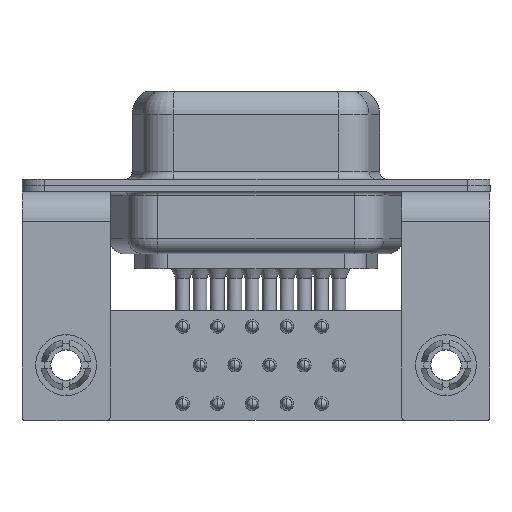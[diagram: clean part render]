
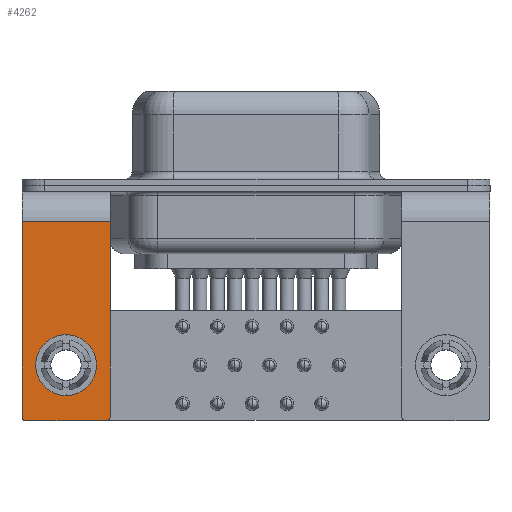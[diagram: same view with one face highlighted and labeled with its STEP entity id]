
A CAD part, front view. The second image highlights one B-rep face of the part: STEP entity #4262.
In plain terms, the highlighted planar face has unit normal (0, -1, 0).
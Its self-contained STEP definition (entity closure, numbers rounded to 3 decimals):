
#80 = ORIENTED_EDGE ( 'NONE', *, *, #6677, .T. ) ;
#477 = CARTESIAN_POINT ( 'NONE',  ( 2.65, -6.25, -15.25 ) ) ;
#1481 = VECTOR ( 'NONE', #6825, 1000. ) ;
#1618 = CARTESIAN_POINT ( 'NONE',  ( 0., -6.25, -13.83 ) ) ;
#2278 = DIRECTION ( 'NONE',  ( 0., 0., 1. ) ) ;
#2279 = VECTOR ( 'NONE', #5117, 1000. ) ;
#2876 = ORIENTED_EDGE ( 'NONE', *, *, #10644, .T. ) ;
#3071 = AXIS2_PLACEMENT_3D ( 'NONE', #6975, #19596, #8801 ) ;
#3114 = CARTESIAN_POINT ( 'NONE',  ( 0., -6.25, -11.83 ) ) ;
#3923 = VERTEX_POINT ( 'NONE', #12141 ) ;
#4262 = ADVANCED_FACE ( 'NONE', ( #15630, #10263 ), #22751, .F. ) ;
#4496 = CARTESIAN_POINT ( 'NONE',  ( 0., -6.25, -9.83 ) ) ;
#4927 = DIRECTION ( 'NONE',  ( 0., 0., 1. ) ) ;
#5117 = DIRECTION ( 'NONE',  ( 0., 0., -1. ) ) ;
#5509 = VECTOR ( 'NONE', #18015, 1000. ) ;
#5608 = VECTOR ( 'NONE', #13188, 1000. ) ;
#5709 = VERTEX_POINT ( 'NONE', #6622 ) ;
#6239 = VERTEX_POINT ( 'NONE', #4496 ) ;
#6622 = CARTESIAN_POINT ( 'NONE',  ( -2.65, -6.25, -15.5 ) ) ;
#6677 = EDGE_CURVE ( 'NONE', #19294, #15668, #20000, .T. ) ;
#6803 = LINE ( 'NONE', #6920, #1481 ) ;
#6825 = DIRECTION ( 'NONE',  ( -1., 0., 0. ) ) ;
#6844 = CARTESIAN_POINT ( 'NONE',  ( 0., -6.25, -11.83 ) ) ;
#6920 = CARTESIAN_POINT ( 'NONE',  ( 2.9, -6.25, -15.5 ) ) ;
#6975 = CARTESIAN_POINT ( 'NONE',  ( -2.65, -6.25, -15.25 ) ) ;
#7063 = LINE ( 'NONE', #21268, #2279 ) ;
#7505 = ORIENTED_EDGE ( 'NONE', *, *, #11062, .T. ) ;
#7864 = VERTEX_POINT ( 'NONE', #1618 ) ;
#8053 = CARTESIAN_POINT ( 'NONE',  ( 2.9, -6.25, -15.25 ) ) ;
#8137 = VERTEX_POINT ( 'NONE', #8053 ) ;
#8687 = DIRECTION ( 'NONE',  ( 0., 0., 1. ) ) ;
#8801 = DIRECTION ( 'NONE',  ( 0., 0., 1. ) ) ;
#10263 = FACE_OUTER_BOUND ( 'NONE', #18884, .T. ) ;
#10542 = AXIS2_PLACEMENT_3D ( 'NONE', #3114, #15758, #4927 ) ;
#10644 = EDGE_CURVE ( 'NONE', #3923, #8137, #10862, .T. ) ;
#10772 = CARTESIAN_POINT ( 'NONE',  ( 2.9, -6.25, -2.4 ) ) ;
#10862 = CIRCLE ( 'NONE', #10960, 0.25 ) ;
#10960 = AXIS2_PLACEMENT_3D ( 'NONE', #477, #13117, #2278 ) ;
#11062 = EDGE_CURVE ( 'NONE', #15668, #5709, #22064, .T. ) ;
#11324 = AXIS2_PLACEMENT_3D ( 'NONE', #17443, #22595, #22220 ) ;
#11362 = CARTESIAN_POINT ( 'NONE',  ( -2.9, -6.25, -2.4 ) ) ;
#11473 = LINE ( 'NONE', #10772, #5509 ) ;
#12141 = CARTESIAN_POINT ( 'NONE',  ( 2.65, -6.25, -15.5 ) ) ;
#13117 = DIRECTION ( 'NONE',  ( 0., -1., 0. ) ) ;
#13188 = DIRECTION ( 'NONE',  ( 0., 0., -1. ) ) ;
#14917 = CIRCLE ( 'NONE', #10542, 2. ) ;
#15630 = FACE_BOUND ( 'NONE', #16279, .T. ) ;
#15653 = CARTESIAN_POINT ( 'NONE',  ( -2.9, -6.25, -2.4 ) ) ;
#15668 = VERTEX_POINT ( 'NONE', #23185 ) ;
#15758 = DIRECTION ( 'NONE',  ( 0., 1., 0. ) ) ;
#16279 = EDGE_LOOP ( 'NONE', ( #20336, #17461 ) ) ;
#16541 = EDGE_CURVE ( 'NONE', #17556, #19294, #11473, .T. ) ;
#16826 = ORIENTED_EDGE ( 'NONE', *, *, #21034, .F. ) ;
#17008 = AXIS2_PLACEMENT_3D ( 'NONE', #6844, #19469, #8687 ) ;
#17443 = CARTESIAN_POINT ( 'NONE',  ( 2.9, -6.25, -2.4 ) ) ;
#17461 = ORIENTED_EDGE ( 'NONE', *, *, #21013, .T. ) ;
#17556 = VERTEX_POINT ( 'NONE', #17569 ) ;
#17569 = CARTESIAN_POINT ( 'NONE',  ( 2.9, -6.25, -2.4 ) ) ;
#18015 = DIRECTION ( 'NONE',  ( -1., 0., 0. ) ) ;
#18761 = ORIENTED_EDGE ( 'NONE', *, *, #16541, .T. ) ;
#18884 = EDGE_LOOP ( 'NONE', ( #80, #7505, #22829, #2876, #16826, #18761 ) ) ;
#18913 = EDGE_CURVE ( 'NONE', #3923, #5709, #6803, .T. ) ;
#19294 = VERTEX_POINT ( 'NONE', #15653 ) ;
#19469 = DIRECTION ( 'NONE',  ( 0., 1., 0. ) ) ;
#19596 = DIRECTION ( 'NONE',  ( 0., -1., 0. ) ) ;
#20000 = LINE ( 'NONE', #11362, #5608 ) ;
#20336 = ORIENTED_EDGE ( 'NONE', *, *, #23277, .T. ) ;
#21013 = EDGE_CURVE ( 'NONE', #6239, #7864, #21438, .T. ) ;
#21034 = EDGE_CURVE ( 'NONE', #17556, #8137, #7063, .T. ) ;
#21268 = CARTESIAN_POINT ( 'NONE',  ( 2.9, -6.25, -2.4 ) ) ;
#21438 = CIRCLE ( 'NONE', #17008, 2. ) ;
#22064 = CIRCLE ( 'NONE', #3071, 0.25 ) ;
#22220 = DIRECTION ( 'NONE',  ( 0., 0., 1. ) ) ;
#22595 = DIRECTION ( 'NONE',  ( 0., 1., 0. ) ) ;
#22751 = PLANE ( 'NONE',  #11324 ) ;
#22829 = ORIENTED_EDGE ( 'NONE', *, *, #18913, .F. ) ;
#23185 = CARTESIAN_POINT ( 'NONE',  ( -2.9, -6.25, -15.25 ) ) ;
#23277 = EDGE_CURVE ( 'NONE', #7864, #6239, #14917, .T. ) ;
